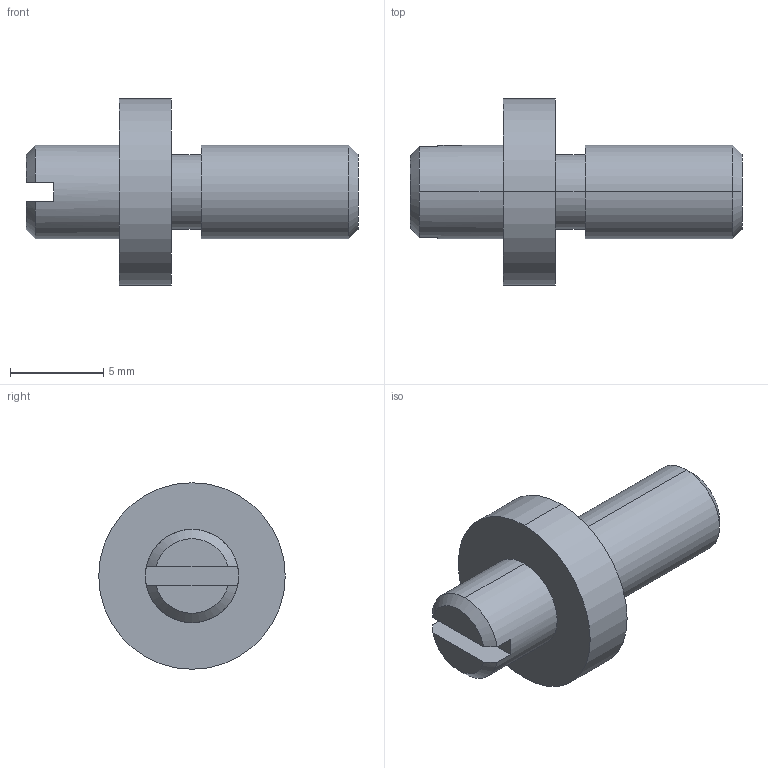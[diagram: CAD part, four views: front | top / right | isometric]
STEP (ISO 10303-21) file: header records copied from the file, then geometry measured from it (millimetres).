
FILE_DESCRIPTION( (''), '2;1');
FILE_NAME ('PC002.10632.TH_184_1691.stp','2025-08-18T19:12:03',(''),(''),'spGate 19.8.4 (****-****-****-****)','','');
FILE_SCHEMA (('AUTOMOTIVE_DESIGN'));
Length unit declared in the file: millimetre
Bounding box: 17.8 x 10 x 10 mm (x, y, z)
Volume: 492.3 mm3; surface area: 491.7 mm2
Topology: 1 solids, 1 shells, 21 faces, 46 edges, 30 vertices
Faces by surface type: plane 9, cylinder 8, bspline 4
Entity records: 1003 total; most frequent: CARTESIAN_POINT 155, ORIENTED_EDGE 92, DIRECTION 90, COLOUR_RGB 68, PRESENTATION_STYLE_ASSIGNMENT 68, STYLED_ITEM 68, EDGE_CURVE 46, DRAUGHTING_PRE_DEFINED_CURVE_FONT 46
